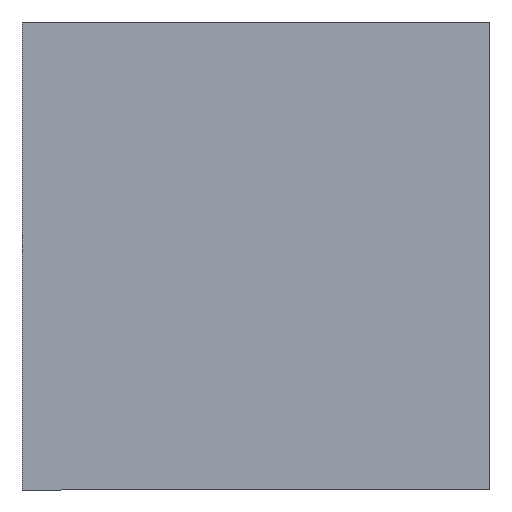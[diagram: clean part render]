
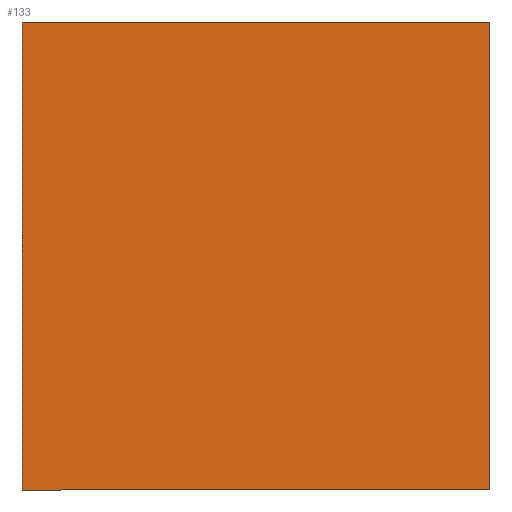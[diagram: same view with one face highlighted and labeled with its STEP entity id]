
A CAD part, left-side view. The second image highlights one B-rep face of the part: STEP entity #133.
In plain terms, the highlighted free-form (B-spline) face has degree [2, 1] with [3, 2] control points.
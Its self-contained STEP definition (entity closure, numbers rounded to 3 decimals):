
#19=FACE_OUTER_BOUND('',#25,.T.);
#25=EDGE_LOOP('',(#103,#104,#105,#106));
#31=B_SPLINE_CURVE_WITH_KNOTS('',2,(#163,#164,#165),.UNSPECIFIED.,.F.,.F.,
(3,3),(0.,1.),.UNSPECIFIED.);
#32=B_SPLINE_CURVE_WITH_KNOTS('',1,(#167,#168),.UNSPECIFIED.,.F.,.F.,(2,
2),(0.,1.),.UNSPECIFIED.);
#33=B_SPLINE_CURVE_WITH_KNOTS('',2,(#170,#171,#172),.UNSPECIFIED.,.F.,.F.,
(3,3),(0.,1.),.UNSPECIFIED.);
#34=B_SPLINE_CURVE_WITH_KNOTS('',1,(#173,#174),.UNSPECIFIED.,.F.,.F.,(2,
2),(0.,1.),.UNSPECIFIED.);
#55=VERTEX_POINT('',#161);
#56=VERTEX_POINT('',#162);
#57=VERTEX_POINT('',#166);
#58=VERTEX_POINT('',#169);
#79=EDGE_CURVE('',#55,#56,#31,.T.);
#80=EDGE_CURVE('',#56,#57,#32,.T.);
#81=EDGE_CURVE('',#58,#57,#33,.T.);
#82=EDGE_CURVE('',#55,#58,#34,.T.);
#103=ORIENTED_EDGE('',*,*,#79,.T.);
#104=ORIENTED_EDGE('',*,*,#80,.T.);
#105=ORIENTED_EDGE('',*,*,#81,.F.);
#106=ORIENTED_EDGE('',*,*,#82,.F.);
#127=B_SPLINE_SURFACE_WITH_KNOTS('',2,1,((#155,#156),(#157,#158),(#159,
#160)),.UNSPECIFIED.,.F.,.F.,.F.,(3,3),(2,2),(0.,1.),(0.,1.),
 .UNSPECIFIED.);
#133=ADVANCED_FACE('',(#19),#127,.T.);
#155=CARTESIAN_POINT('Ctrl Pts',(28.284,482.297,84.964));
#156=CARTESIAN_POINT('Ctrl Pts',(28.284,482.297,216.964));
#157=CARTESIAN_POINT('Ctrl Pts',(28.284,548.296,84.964));
#158=CARTESIAN_POINT('Ctrl Pts',(28.284,548.296,216.964));
#159=CARTESIAN_POINT('Ctrl Pts',(28.284,614.296,84.964));
#160=CARTESIAN_POINT('Ctrl Pts',(28.284,614.296,216.964));
#161=CARTESIAN_POINT('',(28.284,482.297,84.964));
#162=CARTESIAN_POINT('',(28.284,614.296,84.964));
#163=CARTESIAN_POINT('Ctrl Pts',(28.284,482.297,84.964));
#164=CARTESIAN_POINT('Ctrl Pts',(28.284,548.296,84.964));
#165=CARTESIAN_POINT('Ctrl Pts',(28.284,614.296,84.964));
#166=CARTESIAN_POINT('',(28.284,614.296,216.964));
#167=CARTESIAN_POINT('Ctrl Pts',(28.284,614.296,84.964));
#168=CARTESIAN_POINT('Ctrl Pts',(28.284,614.296,216.964));
#169=CARTESIAN_POINT('',(28.284,482.297,216.964));
#170=CARTESIAN_POINT('Ctrl Pts',(28.284,482.297,216.964));
#171=CARTESIAN_POINT('Ctrl Pts',(28.284,548.296,216.964));
#172=CARTESIAN_POINT('Ctrl Pts',(28.284,614.296,216.964));
#173=CARTESIAN_POINT('Ctrl Pts',(28.284,482.297,84.964));
#174=CARTESIAN_POINT('Ctrl Pts',(28.284,482.297,216.964));
